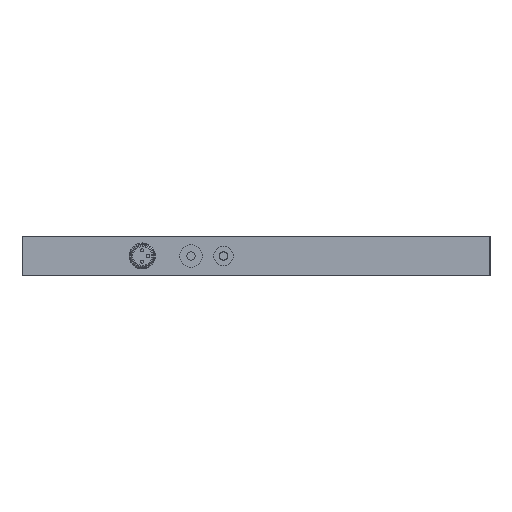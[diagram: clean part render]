
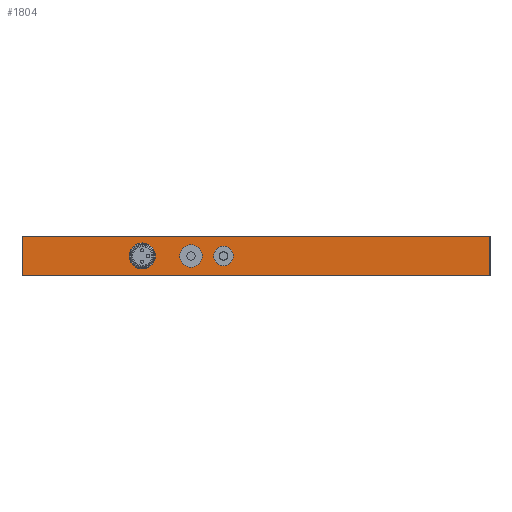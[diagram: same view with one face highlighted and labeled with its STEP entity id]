
A CAD part, left-side view. The second image highlights one B-rep face of the part: STEP entity #1804.
In plain terms, the highlighted planar face has unit normal (-1, 0, 0).
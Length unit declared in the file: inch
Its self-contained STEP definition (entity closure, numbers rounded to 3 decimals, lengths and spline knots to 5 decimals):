
#145 = VECTOR ( 'NONE', #998, 39.37008 ) ;
#333 = DIRECTION ( 'NONE',  ( 0., 0., -1. ) ) ;
#354 = EDGE_CURVE ( 'NONE', #1609, #1609, #1889, .T. ) ;
#461 = FACE_BOUND ( 'NONE', #4001, .T. ) ;
#526 = CARTESIAN_POINT ( 'NONE',  ( -1.43543, -0.39319, 0.35039 ) ) ;
#582 = EDGE_LOOP ( 'NONE', ( #2701 ) ) ;
#904 = CARTESIAN_POINT ( 'NONE',  ( -1.43543, -4.60579, 0. ) ) ;
#927 = ORIENTED_EDGE ( 'NONE', *, *, #2109, .T. ) ;
#998 = DIRECTION ( 'NONE',  ( 0., 1., 0. ) ) ;
#1081 = ORIENTED_EDGE ( 'NONE', *, *, #5467, .F. ) ;
#1133 = ORIENTED_EDGE ( 'NONE', *, *, #354, .T. ) ;
#1270 = EDGE_CURVE ( 'NONE', #4097, #4097, #4479, .T. ) ;
#1294 = FACE_BOUND ( 'NONE', #582, .T. ) ;
#1384 = CARTESIAN_POINT ( 'NONE',  ( -1.43543, -4.60579, 0.47244 ) ) ;
#1429 = CARTESIAN_POINT ( 'NONE',  ( -1.43543, -4.60579, 0. ) ) ;
#1536 = DIRECTION ( 'NONE',  ( 0., 0., 1. ) ) ;
#1557 = VERTEX_POINT ( 'NONE', #5184 ) ;
#1609 = VERTEX_POINT ( 'NONE', #4567 ) ;
#1763 = FACE_OUTER_BOUND ( 'NONE', #4588, .T. ) ;
#1804 = ADVANCED_FACE ( 'NONE', ( #1294, #1763, #461, #3044 ), #2240, .T. ) ;
#1889 = CIRCLE ( 'NONE', #5284, 0.1378 ) ;
#1956 = CARTESIAN_POINT ( 'NONE',  ( -1.43543, -0.39319, 0.23622 ) ) ;
#1975 = CARTESIAN_POINT ( 'NONE',  ( -1.43543, -1.37744, 0.23622 ) ) ;
#2051 = CARTESIAN_POINT ( 'NONE',  ( -1.43543, -0.98374, 0.23622 ) ) ;
#2109 = EDGE_CURVE ( 'NONE', #2239, #3161, #4569, .T. ) ;
#2147 = CARTESIAN_POINT ( 'NONE',  ( -1.43543, 1.0635, 0.47244 ) ) ;
#2239 = VERTEX_POINT ( 'NONE', #2147 ) ;
#2240 = PLANE ( 'NONE',  #3135 ) ;
#2389 = DIRECTION ( 'NONE',  ( 1., 0., 0. ) ) ;
#2473 = CARTESIAN_POINT ( 'NONE',  ( -1.43543, 1.0635, 0. ) ) ;
#2533 = LINE ( 'NONE', #3458, #4225 ) ;
#2538 = DIRECTION ( 'NONE',  ( -1., 0., 0. ) ) ;
#2568 = VERTEX_POINT ( 'NONE', #526 ) ;
#2630 = DIRECTION ( 'NONE',  ( 0., 0., 1. ) ) ;
#2701 = ORIENTED_EDGE ( 'NONE', *, *, #5460, .F. ) ;
#2883 = ORIENTED_EDGE ( 'NONE', *, *, #1270, .T. ) ;
#2919 = DIRECTION ( 'NONE',  ( 0., 0., -1. ) ) ;
#2943 = VECTOR ( 'NONE', #2919, 39.37008 ) ;
#2977 = CIRCLE ( 'NONE', #3070, 0.11417 ) ;
#3044 = FACE_BOUND ( 'NONE', #4591, .T. ) ;
#3070 = AXIS2_PLACEMENT_3D ( 'NONE', #1956, #5365, #1536 ) ;
#3127 = DIRECTION ( 'NONE',  ( 0., 0., -1. ) ) ;
#3135 = AXIS2_PLACEMENT_3D ( 'NONE', #904, #2538, #2630 ) ;
#3161 = VERTEX_POINT ( 'NONE', #2473 ) ;
#3458 = CARTESIAN_POINT ( 'NONE',  ( -1.43543, -1.77114, 0. ) ) ;
#3518 = DIRECTION ( 'NONE',  ( 0., -1., 0. ) ) ;
#3544 = LINE ( 'NONE', #1429, #3693 ) ;
#3693 = VECTOR ( 'NONE', #3127, 39.37008 ) ;
#3706 = CARTESIAN_POINT ( 'NONE',  ( -1.43543, 1.0635, 0. ) ) ;
#3712 = ORIENTED_EDGE ( 'NONE', *, *, #4330, .T. ) ;
#4001 = EDGE_LOOP ( 'NONE', ( #1133 ) ) ;
#4028 = AXIS2_PLACEMENT_3D ( 'NONE', #1975, #5008, #4117 ) ;
#4097 = VERTEX_POINT ( 'NONE', #5391 ) ;
#4117 = DIRECTION ( 'NONE',  ( 0., 0., -1. ) ) ;
#4225 = VECTOR ( 'NONE', #3518, 39.37008 ) ;
#4330 = EDGE_CURVE ( 'NONE', #5055, #2239, #4812, .T. ) ;
#4479 = CIRCLE ( 'NONE', #4028, 0.11811 ) ;
#4567 = CARTESIAN_POINT ( 'NONE',  ( -1.43543, -0.98374, 0.09843 ) ) ;
#4569 = LINE ( 'NONE', #3706, #2943 ) ;
#4588 = EDGE_LOOP ( 'NONE', ( #3712, #927, #4994, #1081 ) ) ;
#4591 = EDGE_LOOP ( 'NONE', ( #2883 ) ) ;
#4653 = EDGE_CURVE ( 'NONE', #3161, #1557, #2533, .T. ) ;
#4812 = LINE ( 'NONE', #1384, #145 ) ;
#4994 = ORIENTED_EDGE ( 'NONE', *, *, #4653, .T. ) ;
#5008 = DIRECTION ( 'NONE',  ( 1., 0., 0. ) ) ;
#5055 = VERTEX_POINT ( 'NONE', #5317 ) ;
#5184 = CARTESIAN_POINT ( 'NONE',  ( -1.43543, -4.60579, 0. ) ) ;
#5284 = AXIS2_PLACEMENT_3D ( 'NONE', #2051, #2389, #333 ) ;
#5317 = CARTESIAN_POINT ( 'NONE',  ( -1.43543, -4.60579, 0.47244 ) ) ;
#5365 = DIRECTION ( 'NONE',  ( -1., 0., 0. ) ) ;
#5391 = CARTESIAN_POINT ( 'NONE',  ( -1.43543, -1.37744, 0.11811 ) ) ;
#5460 = EDGE_CURVE ( 'NONE', #2568, #2568, #2977, .T. ) ;
#5467 = EDGE_CURVE ( 'NONE', #5055, #1557, #3544, .T. ) ;
